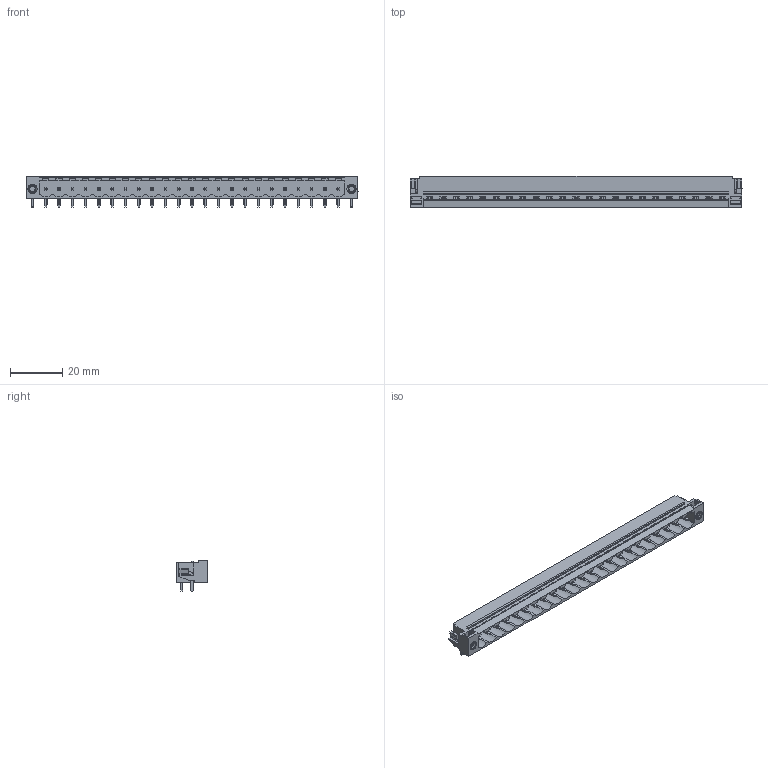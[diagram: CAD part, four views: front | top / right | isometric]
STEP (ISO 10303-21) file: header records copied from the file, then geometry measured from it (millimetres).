
FILE_DESCRIPTION(('CATIA V5 STEP Exchange','CAx-IF Rec.Pracs.--- Model Styling and Organization---1.2---2011-12-15'),'2;1');
FILE_NAME ('D1449336_0', '2018-10-25T07:17:36+00:00', ('none'), ('Weidmueller'), 'CATIA Version 5-6 Release 2014', 'CATIA V5 STEP AP214', 'none');
FILE_SCHEMA(('AUTOMOTIVE_DESIGN { 1 0 10303 214 1 1 1 1 }'));
Length unit declared in the file: millimetre
Products named in the file (1): 1150580000
Bounding box: 126.84 x 12 x 11.63 mm (x, y, z)
Volume: 5902.5 mm3; surface area: 9891 mm2
Topology: 28 solids, 28 shells, 1275 faces, 3557 edges, 2292 vertices
Faces by surface type: plane 844, cylinder 419, cone 12
Entity records: 37248 total; most frequent: CARTESIAN_POINT 8275, ORIENTED_EDGE 7114, DIRECTION 4041, EDGE_CURVE 3551, VECTOR 2521, LINE 2521, VERTEX_POINT 2284, EDGE_LOOP 1333
